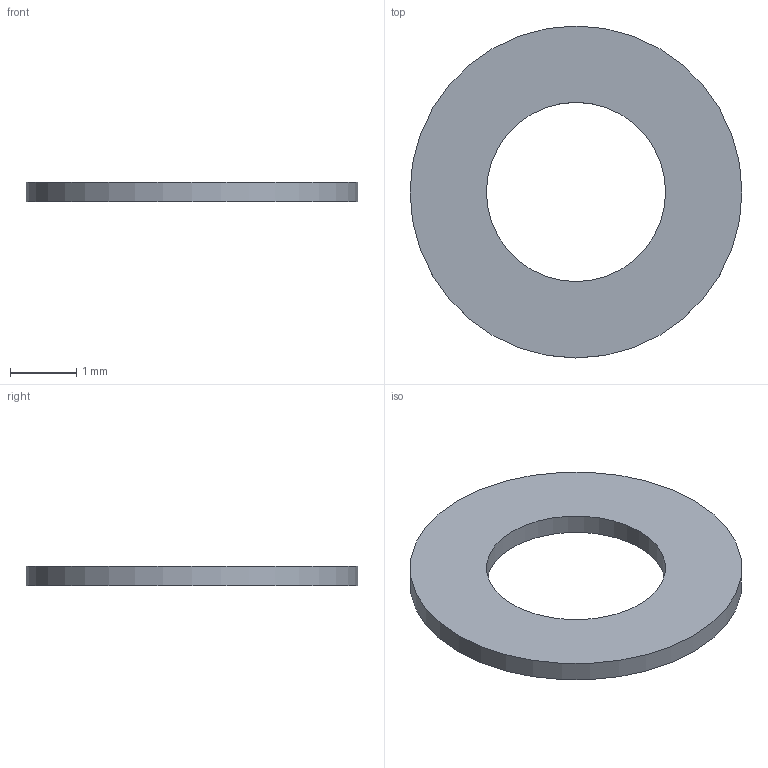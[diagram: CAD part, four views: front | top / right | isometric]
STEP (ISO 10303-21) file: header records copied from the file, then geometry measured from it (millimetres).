
FILE_DESCRIPTION(/* description */ (''),/* implementation_level */ '2;1');
FILE_NAME(/* name */ 'BOSSARD_BN83728-8051127_v.stp',/* time_stamp */ '2017-04-27T15:55:54+02:00',/* author */ ('jchouvet'),/* organization */ (''),/* preprocessor_version */ 'ST-DEVELOPER v16.1',/* originating_system */ 'AutoCAD Mechanical',/* authorisation */ '');
FILE_SCHEMA (('AUTOMOTIVE_DESIGN { 1 0 10303 214 3 1 1 }'));
Length unit declared in the file: millimetre
Products named in the file (1): Product
Bounding box: 5 x 5 x 0.3 mm (x, y, z)
Volume: 4.2 mm3; surface area: 35.1 mm2
Topology: 1 solids, 1 shells, 4 faces, 6 edges, 4 vertices
Faces by surface type: cylinder 2, plane 2
Full cylindrical faces by diameter (mm): 2.7 x1, 5 x1
Entity records: 120 total; most frequent: DIRECTION 18, CARTESIAN_POINT 13, AXIS2_PLACEMENT_3D 9, EDGE_LOOP 8, ORIENTED_EDGE 8, FACE_BOUND 4, FACE_OUTER_BOUND 4, CIRCLE 4
